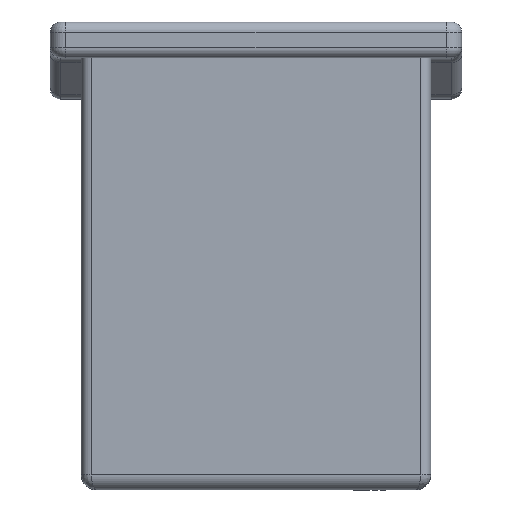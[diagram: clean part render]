
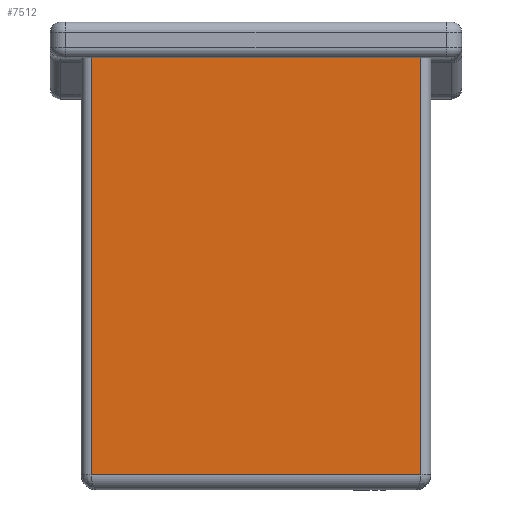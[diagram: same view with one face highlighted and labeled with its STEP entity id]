
A CAD part, front view. The second image highlights one B-rep face of the part: STEP entity #7512.
In plain terms, the highlighted planar face has unit normal (0, -1, 0).
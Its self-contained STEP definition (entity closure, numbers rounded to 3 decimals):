
#97 = VECTOR ( 'NONE', #1798, 1000. ) ;
#102 = VERTEX_POINT ( 'NONE', #2898 ) ;
#215 = CARTESIAN_POINT ( 'NONE',  ( -4.2, -3.38, -8.7 ) ) ;
#677 = DIRECTION ( 'NONE',  ( 0., -1., 0. ) ) ;
#753 = CARTESIAN_POINT ( 'NONE',  ( 0., -3.38, -8.8 ) ) ;
#1178 = LINE ( 'NONE', #215, #97 ) ;
#1398 = CARTESIAN_POINT ( 'NONE',  ( 0., -3.38, -8.7 ) ) ;
#1798 = DIRECTION ( 'NONE',  ( 0., 0., 1. ) ) ;
#1859 = ORIENTED_EDGE ( 'NONE', *, *, #3525, .F. ) ;
#2122 = ORIENTED_EDGE ( 'NONE', *, *, #8543, .T. ) ;
#2464 = EDGE_LOOP ( 'NONE', ( #1859, #3814, #2122, #4549 ) ) ;
#2898 = CARTESIAN_POINT ( 'NONE',  ( 2.2, -3.38, -8.8 ) ) ;
#3147 = DIRECTION ( 'NONE',  ( 0., 0., 1. ) ) ;
#3525 = EDGE_CURVE ( 'NONE', #6190, #6208, #1178, .T. ) ;
#3814 = ORIENTED_EDGE ( 'NONE', *, *, #4628, .T. ) ;
#4301 = VECTOR ( 'NONE', #4719, 1000. ) ;
#4393 = LINE ( 'NONE', #753, #4301 ) ;
#4494 = VECTOR ( 'NONE', #8760, 1000. ) ;
#4549 = ORIENTED_EDGE ( 'NONE', *, *, #6019, .T. ) ;
#4628 = EDGE_CURVE ( 'NONE', #6190, #102, #4393, .T. ) ;
#4669 = LINE ( 'NONE', #6845, #5150 ) ;
#4719 = DIRECTION ( 'NONE',  ( 1., 0., 0. ) ) ;
#5150 = VECTOR ( 'NONE', #3147, 1000. ) ;
#5718 = FACE_OUTER_BOUND ( 'NONE', #2464, .T. ) ;
#5735 = LINE ( 'NONE', #7843, #4494 ) ;
#5930 = AXIS2_PLACEMENT_3D ( 'NONE', #1398, #677, #6393 ) ;
#6019 = EDGE_CURVE ( 'NONE', #7880, #6208, #5735, .T. ) ;
#6190 = VERTEX_POINT ( 'NONE', #7023 ) ;
#6208 = VERTEX_POINT ( 'NONE', #6886 ) ;
#6393 = DIRECTION ( 'NONE',  ( 0., 0., -1. ) ) ;
#6845 = CARTESIAN_POINT ( 'NONE',  ( 2.2, -3.38, -8.7 ) ) ;
#6886 = CARTESIAN_POINT ( 'NONE',  ( -4.2, -3.38, -0.7 ) ) ;
#7023 = CARTESIAN_POINT ( 'NONE',  ( -4.2, -3.38, -8.8 ) ) ;
#7512 = ADVANCED_FACE ( 'NONE', ( #5718 ), #7921, .T. ) ;
#7815 = CARTESIAN_POINT ( 'NONE',  ( 2.2, -3.38, -0.7 ) ) ;
#7843 = CARTESIAN_POINT ( 'NONE',  ( 2.4, -3.38, -0.7 ) ) ;
#7880 = VERTEX_POINT ( 'NONE', #7815 ) ;
#7921 = PLANE ( 'NONE',  #5930 ) ;
#8543 = EDGE_CURVE ( 'NONE', #102, #7880, #4669, .T. ) ;
#8760 = DIRECTION ( 'NONE',  ( -1., 0., 0. ) ) ;
